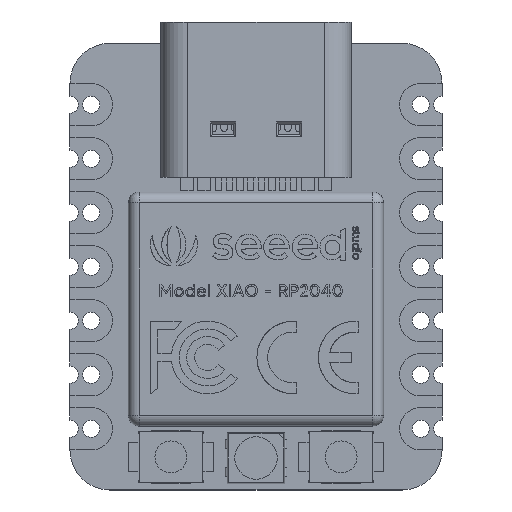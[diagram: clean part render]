
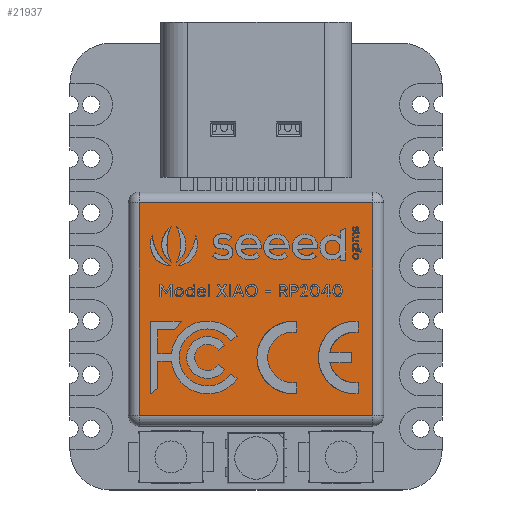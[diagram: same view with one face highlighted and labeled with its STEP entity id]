
A CAD part, top view. The second image highlights one B-rep face of the part: STEP entity #21937.
In plain terms, the highlighted planar face has unit normal (0, 0, 1).
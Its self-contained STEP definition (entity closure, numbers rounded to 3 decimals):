
#2447=FACE_OUTER_BOUND('',#3725,.T.);
#3725=EDGE_LOOP('',(#18142,#18143,#18144,#18145));
#5851=LINE('',#33647,#8207);
#5855=LINE('',#33663,#8211);
#5857=LINE('',#33666,#8213);
#5859=LINE('',#33669,#8215);
#8207=VECTOR('',#28042,10.);
#8211=VECTOR('',#28060,10.);
#8213=VECTOR('',#28064,10.);
#8215=VECTOR('',#28068,10.);
#10215=VERTEX_POINT('',#33609);
#10220=VERTEX_POINT('',#33622);
#10225=VERTEX_POINT('',#33635);
#10230=VERTEX_POINT('',#33651);
#12977=EDGE_CURVE('',#10215,#10225,#5851,.T.);
#12985=EDGE_CURVE('',#10225,#10230,#5855,.T.);
#12987=EDGE_CURVE('',#10230,#10220,#5857,.T.);
#12989=EDGE_CURVE('',#10220,#10215,#5859,.T.);
#18142=ORIENTED_EDGE('',*,*,#12977,.F.);
#18143=ORIENTED_EDGE('',*,*,#12989,.F.);
#18144=ORIENTED_EDGE('',*,*,#12987,.F.);
#18145=ORIENTED_EDGE('',*,*,#12985,.F.);
#20893=PLANE('',#23731);
#21937=ADVANCED_FACE('',(#2447),#20893,.T.);
#23731=AXIS2_PLACEMENT_3D('',#33675,#28076,#28077);
#28042=DIRECTION('',(0.,-1.,0.));
#28060=DIRECTION('',(-1.,0.,0.));
#28064=DIRECTION('',(0.,1.,0.));
#28068=DIRECTION('',(1.,0.,0.));
#28076=DIRECTION('center_axis',(0.,0.,1.));
#28077=DIRECTION('ref_axis',(1.,0.,0.));
#33609=CARTESIAN_POINT('',(5.5,3.,3.2));
#33622=CARTESIAN_POINT('',(-5.5,3.,3.2));
#33635=CARTESIAN_POINT('',(5.5,-7.,3.2));
#33647=CARTESIAN_POINT('',(5.5,-4.75,3.2));
#33651=CARTESIAN_POINT('',(-5.5,-7.,3.2));
#33663=CARTESIAN_POINT('',(-3.,-7.,3.2));
#33666=CARTESIAN_POINT('',(-5.5,0.75,3.2));
#33669=CARTESIAN_POINT('',(3.,3.,3.2));
#33675=CARTESIAN_POINT('Origin',(0.,-2.,3.2));
